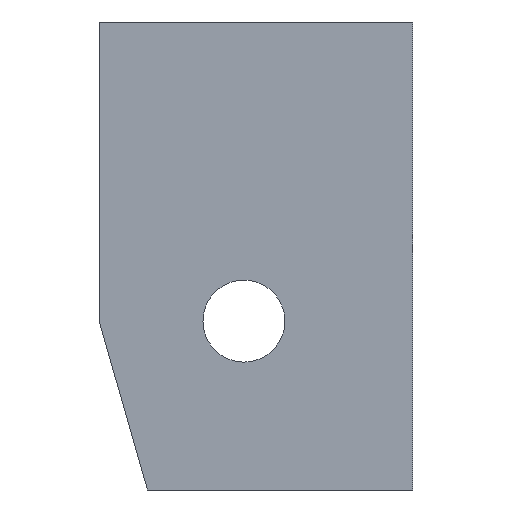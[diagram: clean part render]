
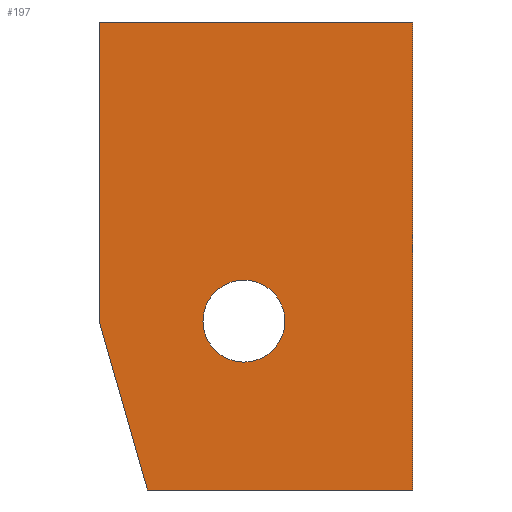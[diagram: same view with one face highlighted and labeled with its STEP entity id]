
A CAD part, front view. The second image highlights one B-rep face of the part: STEP entity #197.
In plain terms, the highlighted planar face has unit normal (0, -1, 0).
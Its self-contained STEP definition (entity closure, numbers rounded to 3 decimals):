
#5 = DIRECTION ( 'NONE',  ( 0., 1., 0. ) ) ;
#46 = DIRECTION ( 'NONE',  ( 1., 0., 0. ) ) ;
#64 = VECTOR ( 'NONE', #1051, 1000. ) ;
#69 = VECTOR ( 'NONE', #707, 1000. ) ;
#75 = EDGE_LOOP ( 'NONE', ( #733, #857, #339, #143, #1212 ) ) ;
#140 = VERTEX_POINT ( 'NONE', #263 ) ;
#143 = ORIENTED_EDGE ( 'NONE', *, *, #498, .F. ) ;
#173 = DIRECTION ( 'NONE',  ( 0., 1., 0. ) ) ;
#197 = ADVANCED_FACE ( 'NONE', ( #456, #844 ), #766, .F. ) ;
#217 = CARTESIAN_POINT ( 'NONE',  ( -35., 0., -53.5 ) ) ;
#251 = AXIS2_PLACEMENT_3D ( 'NONE', #678, #173, #260 ) ;
#256 = DIRECTION ( 'NONE',  ( 0., 0., 1. ) ) ;
#260 = DIRECTION ( 'NONE',  ( 0., 0., 1. ) ) ;
#263 = CARTESIAN_POINT ( 'NONE',  ( 0., 0., 0. ) ) ;
#281 = CARTESIAN_POINT ( 'NONE',  ( -65., 0., 0. ) ) ;
#282 = EDGE_CURVE ( 'NONE', #1091, #523, #515, .T. ) ;
#311 = CARTESIAN_POINT ( 'NONE',  ( -65., 0., 0. ) ) ;
#331 = CARTESIAN_POINT ( 'NONE',  ( -65., 0., -62. ) ) ;
#339 = ORIENTED_EDGE ( 'NONE', *, *, #1035, .F. ) ;
#377 = CIRCLE ( 'NONE', #251, 8.5 ) ;
#422 = DIRECTION ( 'NONE',  ( 0., 0., -1. ) ) ;
#456 = FACE_BOUND ( 'NONE', #574, .T. ) ;
#474 = DIRECTION ( 'NONE',  ( -1., 0., 0. ) ) ;
#477 = CARTESIAN_POINT ( 'NONE',  ( -35., 0., -62. ) ) ;
#498 = EDGE_CURVE ( 'NONE', #672, #1214, #782, .T. ) ;
#508 = VECTOR ( 'NONE', #474, 1000. ) ;
#515 = CIRCLE ( 'NONE', #652, 8.5 ) ;
#516 = VECTOR ( 'NONE', #46, 1000. ) ;
#523 = VERTEX_POINT ( 'NONE', #598 ) ;
#552 = EDGE_CURVE ( 'NONE', #1125, #140, #842, .T. ) ;
#562 = DIRECTION ( 'NONE',  ( 0., 1., 0. ) ) ;
#574 = EDGE_LOOP ( 'NONE', ( #829, #1137 ) ) ;
#577 = LINE ( 'NONE', #281, #64 ) ;
#598 = CARTESIAN_POINT ( 'NONE',  ( -35., 0., -70.5 ) ) ;
#619 = VERTEX_POINT ( 'NONE', #1087 ) ;
#652 = AXIS2_PLACEMENT_3D ( 'NONE', #477, #5, #693 ) ;
#672 = VERTEX_POINT ( 'NONE', #933 ) ;
#678 = CARTESIAN_POINT ( 'NONE',  ( -35., 0., -62. ) ) ;
#693 = DIRECTION ( 'NONE',  ( 0., 0., 1. ) ) ;
#707 = DIRECTION ( 'NONE',  ( -0.275, 0., 0.962 ) ) ;
#733 = ORIENTED_EDGE ( 'NONE', *, *, #1208, .F. ) ;
#766 = PLANE ( 'NONE',  #1221 ) ;
#782 = LINE ( 'NONE', #804, #69 ) ;
#804 = CARTESIAN_POINT ( 'NONE',  ( -55., 0., -97. ) ) ;
#813 = EDGE_CURVE ( 'NONE', #523, #1091, #377, .T. ) ;
#829 = ORIENTED_EDGE ( 'NONE', *, *, #282, .T. ) ;
#842 = LINE ( 'NONE', #1100, #516 ) ;
#844 = FACE_OUTER_BOUND ( 'NONE', #75, .T. ) ;
#857 = ORIENTED_EDGE ( 'NONE', *, *, #552, .F. ) ;
#892 = VECTOR ( 'NONE', #422, 1000. ) ;
#906 = LINE ( 'NONE', #970, #508 ) ;
#910 = EDGE_CURVE ( 'NONE', #619, #672, #906, .T. ) ;
#911 = CARTESIAN_POINT ( 'NONE',  ( 0., 0., 0. ) ) ;
#933 = CARTESIAN_POINT ( 'NONE',  ( -55., 0., -97. ) ) ;
#970 = CARTESIAN_POINT ( 'NONE',  ( 0., 0., -97. ) ) ;
#1035 = EDGE_CURVE ( 'NONE', #1214, #1125, #577, .T. ) ;
#1051 = DIRECTION ( 'NONE',  ( 0., 0., 1. ) ) ;
#1087 = CARTESIAN_POINT ( 'NONE',  ( 0., 0., -97. ) ) ;
#1091 = VERTEX_POINT ( 'NONE', #217 ) ;
#1100 = CARTESIAN_POINT ( 'NONE',  ( 0., 0., 0. ) ) ;
#1125 = VERTEX_POINT ( 'NONE', #311 ) ;
#1137 = ORIENTED_EDGE ( 'NONE', *, *, #813, .T. ) ;
#1144 = LINE ( 'NONE', #911, #892 ) ;
#1208 = EDGE_CURVE ( 'NONE', #140, #619, #1144, .T. ) ;
#1212 = ORIENTED_EDGE ( 'NONE', *, *, #910, .F. ) ;
#1214 = VERTEX_POINT ( 'NONE', #331 ) ;
#1221 = AXIS2_PLACEMENT_3D ( 'NONE', #1230, #562, #256 ) ;
#1230 = CARTESIAN_POINT ( 'NONE',  ( 0., 0., 0. ) ) ;
